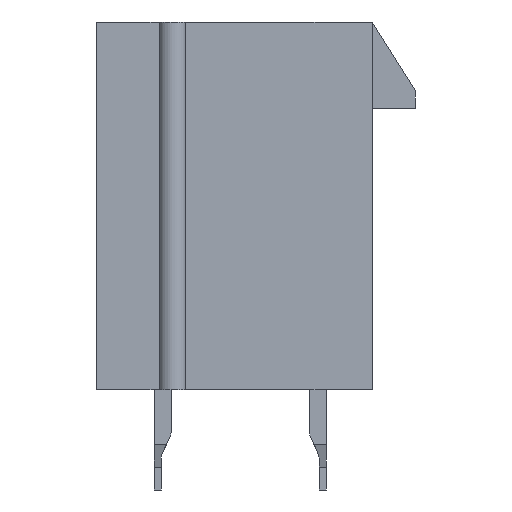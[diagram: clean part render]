
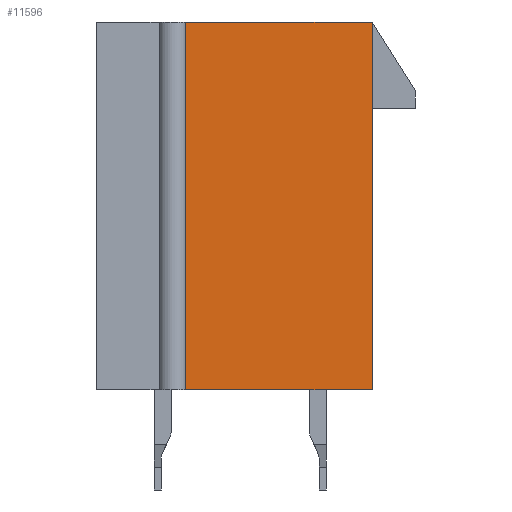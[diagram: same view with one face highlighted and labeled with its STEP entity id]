
A CAD part, left-side view. The second image highlights one B-rep face of the part: STEP entity #11596.
In plain terms, the highlighted planar face has unit normal (-1, 0, 0).
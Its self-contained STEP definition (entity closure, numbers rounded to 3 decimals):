
#326=ORIENTED_EDGE('',*,*,#3781,.T.);
#327=ORIENTED_EDGE('',*,*,#3782,.F.);
#328=ORIENTED_EDGE('',*,*,#3783,.T.);
#329=ORIENTED_EDGE('',*,*,#3784,.T.);
#3781=EDGE_CURVE('',#5505,#5506,#6609,.T.);
#3782=EDGE_CURVE('',#5507,#5506,#6610,.T.);
#3783=EDGE_CURVE('',#5507,#5508,#6611,.T.);
#3784=EDGE_CURVE('',#5508,#5505,#6612,.T.);
#5505=VERTEX_POINT('',#16103);
#5506=VERTEX_POINT('',#16104);
#5507=VERTEX_POINT('',#16106);
#5508=VERTEX_POINT('',#16108);
#6609=LINE('',#16102,#8282);
#6610=LINE('',#16105,#8283);
#6611=LINE('',#16107,#8284);
#6612=LINE('',#16109,#8285);
#8282=VECTOR('',#13015,1000.);
#8283=VECTOR('',#13016,1000.);
#8284=VECTOR('',#13017,1000.);
#8285=VECTOR('',#13018,1000.);
#9837=EDGE_LOOP('',(#326,#327,#328,#329));
#10445=FACE_BOUND('',#9837,.T.);
#11050=PLANE('',#12198);
#11596=ADVANCED_FACE('',(#10445),#11050,.T.);
#12198=AXIS2_PLACEMENT_3D('',#16101,#13013,#13014);
#13013=DIRECTION('',(-1.,0.,0.));
#13014=DIRECTION('',(0.,0.,1.));
#13015=DIRECTION('',(0.,1.,0.));
#13016=DIRECTION('',(0.,0.,1.));
#13017=DIRECTION('',(0.,-1.,0.));
#13018=DIRECTION('',(0.,0.,1.));
#16101=CARTESIAN_POINT('',(-17.45,0.,0.));
#16102=CARTESIAN_POINT('',(-17.45,-4.8,6.4));
#16103=CARTESIAN_POINT('',(-17.45,-4.8,6.4));
#16104=CARTESIAN_POINT('',(-17.45,1.71,6.4));
#16105=CARTESIAN_POINT('',(-17.45,1.71,-6.4));
#16106=CARTESIAN_POINT('',(-17.45,1.71,-6.4));
#16107=CARTESIAN_POINT('',(-17.45,4.8,-6.4));
#16108=CARTESIAN_POINT('',(-17.45,-4.8,-6.4));
#16109=CARTESIAN_POINT('',(-17.45,-4.8,-6.4));
